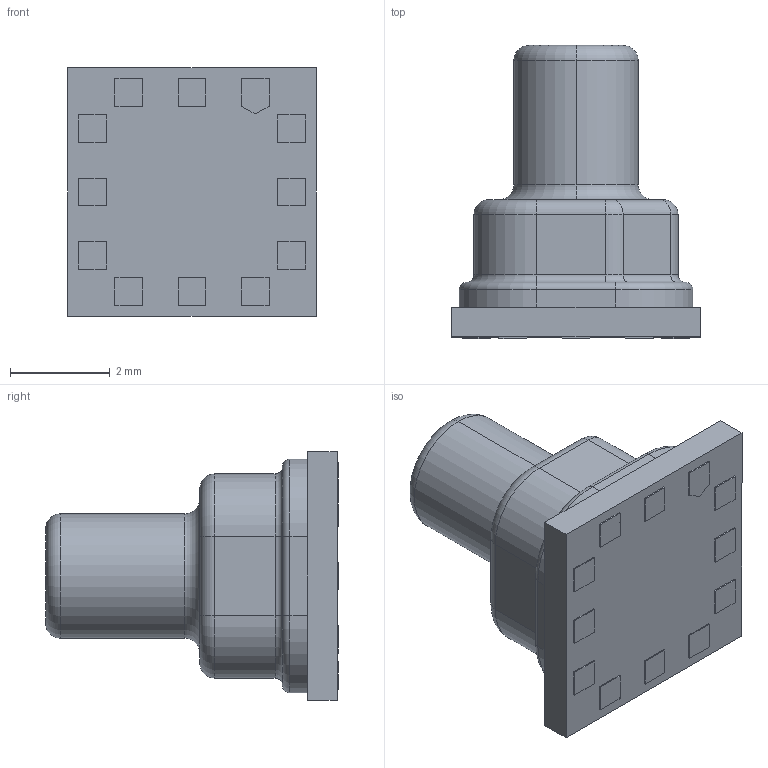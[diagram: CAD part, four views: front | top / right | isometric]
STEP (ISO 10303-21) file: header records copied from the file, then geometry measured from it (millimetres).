
FILE_DESCRIPTION (( 'STEP AP214' ), '1' );
FILE_NAME ('HW_MPR_Long-Port_No-Gage.STEP', '2024-02-28T17:36:46', ( '' ), ( '' ), 'SwSTEP 2.0', 'SolidWorks 2024', '' );
FILE_SCHEMA (( 'AUTOMOTIVE_DESIGN' ));
Length unit declared in the file: millimetre
Products named in the file (1): HW_MPR_Long-Port_No-Gage
Bounding box: 5 x 5.88 x 5 mm (x, y, z)
Volume: 56.2 mm3; surface area: 131.1 mm2
Topology: 1 solids, 1 shells, 124 faces, 282 edges, 174 vertices
Faces by surface type: plane 79, cylinder 27, torus 18
Entity records: 4808 total; most frequent: DIRECTION 603, CARTESIAN_POINT 581, ORIENTED_EDGE 564, EDGE_CURVE 282, VECTOR 211, LINE 211, AXIS2_PLACEMENT_3D 196, VERTEX_POINT 174
